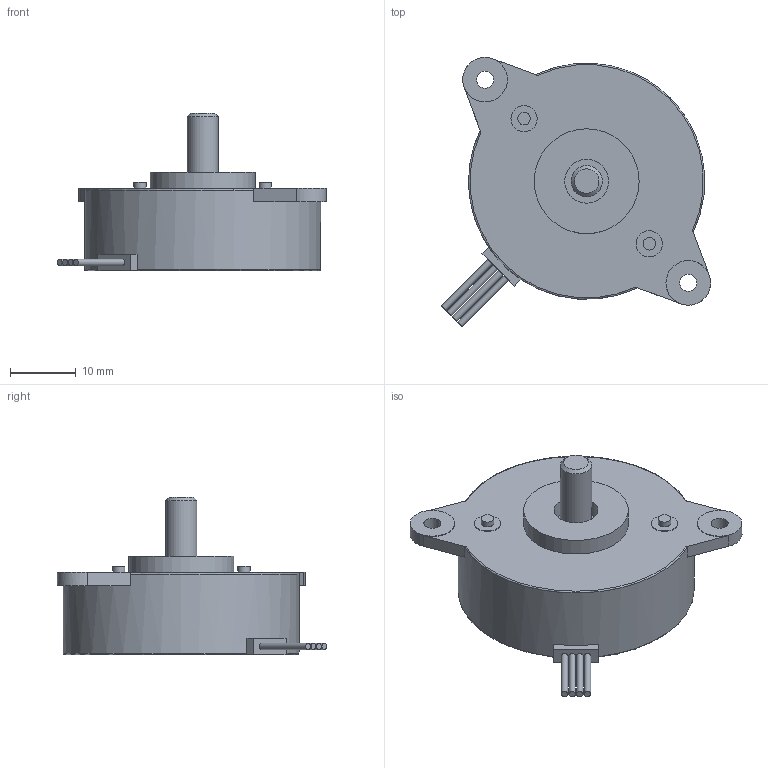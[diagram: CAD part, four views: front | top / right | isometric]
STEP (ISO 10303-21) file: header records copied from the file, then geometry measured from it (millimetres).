
FILE_DESCRIPTION(/* description */ ('','CAx-IF Rec.Pracs.---Representation and Presentation of Product Manufacturing Information (PMI)---4.0---2014-10-13'),/* implementation_level */ '2;1');
FILE_NAME(/* name */ 'motor 12 mm v5.step',/* time_stamp */ '2025-02-01T21:30:34+01:00',/* author */ (''),/* organization */ (''),/* preprocessor_version */ 'ST-DEVELOPER v20',/* originating_system */ 'Autodesk Translation Framework v13.20.0.188',/* authorisation */ '');
FILE_SCHEMA (('AP242_MANAGED_MODEL_BASED_3D_ENGINEERING_MIM_LF { 1 0 10303 442 1 1 4 }'));
Length unit declared in the file: millimetre
Products named in the file (1): motor 12 mm
Bounding box: 41.05 x 41.05 x 24 mm (x, y, z)
Volume: 13607.2 mm3; surface area: 4384.7 mm2
Topology: 1 solids, 1 shells, 696 faces, 1925 edges, 1283 vertices
Faces by surface type: bspline 455, plane 221, cylinder 16, torus 3, cone 1
Full cylindrical faces by diameter (mm): 1 x4, 1.9 x2, 2.6 x2, 4 x2, 4.75 x1, 6.7 x1, 6.8 x2, 16 x1, 36 x1
Entity records: 26400 total; most frequent: CARTESIAN_POINT 11694, ORIENTED_EDGE 3850, EDGE_CURVE 1925, DIRECTION 1539, VERTEX_POINT 1283, LINE 963, VECTOR 963, B_SPLINE_CURVE_WITH_KNOTS 916
